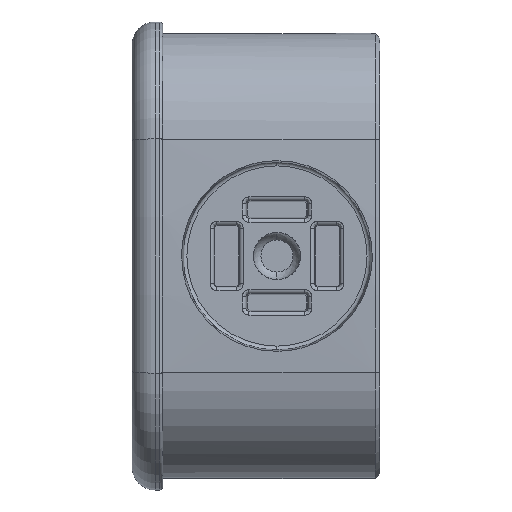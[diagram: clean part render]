
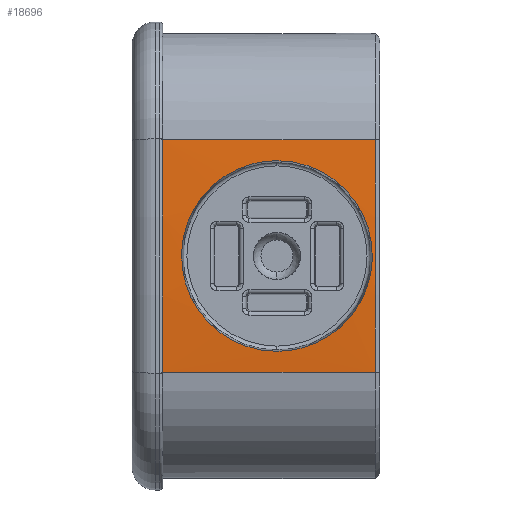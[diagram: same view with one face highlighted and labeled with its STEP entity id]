
A CAD part, left-side view. The second image highlights one B-rep face of the part: STEP entity #18696.
In plain terms, the highlighted cylindrical face has radius 217 mm (diameter 434 mm), a partial arc.
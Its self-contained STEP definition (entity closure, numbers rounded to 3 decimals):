
#182=CARTESIAN_POINT('',(-73.5,105.,251.34));
#183=DIRECTION('',(0.,-1.,0.));
#184=DIRECTION('',(-0.998,0.,0.07));
#185=AXIS2_PLACEMENT_3D('',#182,#183,#184);
#4276=CARTESIAN_POINT('',(-73.5,77.1,251.34));
#4277=DIRECTION('',(0.,-1.,0.));
#4278=DIRECTION('',(-0.998,0.,0.07));
#4279=AXIS2_PLACEMENT_3D('',#4276,#4277,#4278);
#4422=DIRECTION('',(0.,-1.,0.));
#4423=VECTOR('',#4422,27.9);
#4424=CARTESIAN_POINT('',(-289.963,105.,236.086));
#4425=LINE('',#4424,#4423);
#5045=CARTESIAN_POINT('',(-290.139,90.,238.839));
#5046=CARTESIAN_POINT('',(-290.139,90.695,238.839));
#5047=CARTESIAN_POINT('',(-290.146,92.065,238.952));
#5048=CARTESIAN_POINT('',(-290.175,94.085,239.463));
#5049=CARTESIAN_POINT('',(-290.219,95.982,240.294));
#5050=CARTESIAN_POINT('',(-290.275,97.727,241.434));
#5051=CARTESIAN_POINT('',(-290.335,99.249,242.834));
#5052=CARTESIAN_POINT('',(-290.394,100.53,244.48));
#5053=CARTESIAN_POINT('',(-290.444,101.512,246.294));
#5054=CARTESIAN_POINT('',(-290.481,102.189,248.266));
#5055=CARTESIAN_POINT('',(-290.501,102.528,250.298));
#5056=CARTESIAN_POINT('',(-290.501,102.528,252.382));
#5057=CARTESIAN_POINT('',(-290.481,102.189,254.414));
#5058=CARTESIAN_POINT('',(-290.444,101.512,256.386));
#5059=CARTESIAN_POINT('',(-290.394,100.53,258.2));
#5060=CARTESIAN_POINT('',(-290.335,99.249,259.846));
#5061=CARTESIAN_POINT('',(-290.275,97.727,261.246));
#5062=CARTESIAN_POINT('',(-290.219,95.982,262.386));
#5063=CARTESIAN_POINT('',(-290.175,94.085,263.217));
#5064=CARTESIAN_POINT('',(-290.146,92.065,263.728));
#5065=CARTESIAN_POINT('',(-290.139,90.695,263.841));
#5066=CARTESIAN_POINT('',(-290.139,90.,263.841));
#5068=CARTESIAN_POINT('',(-290.139,90.,263.841));
#5069=CARTESIAN_POINT('',(-290.139,89.305,263.841));
#5070=CARTESIAN_POINT('',(-290.146,87.935,263.728));
#5071=CARTESIAN_POINT('',(-290.175,85.915,263.217));
#5072=CARTESIAN_POINT('',(-290.219,84.018,262.386));
#5073=CARTESIAN_POINT('',(-290.275,82.273,261.246));
#5074=CARTESIAN_POINT('',(-290.335,80.751,259.846));
#5075=CARTESIAN_POINT('',(-290.394,79.47,258.2));
#5076=CARTESIAN_POINT('',(-290.444,78.488,256.386));
#5077=CARTESIAN_POINT('',(-290.481,77.811,254.414));
#5078=CARTESIAN_POINT('',(-290.501,77.472,252.382));
#5079=CARTESIAN_POINT('',(-290.501,77.472,250.298));
#5080=CARTESIAN_POINT('',(-290.481,77.811,248.266));
#5081=CARTESIAN_POINT('',(-290.444,78.488,246.294));
#5082=CARTESIAN_POINT('',(-290.394,79.47,244.48));
#5083=CARTESIAN_POINT('',(-290.335,80.751,242.834));
#5084=CARTESIAN_POINT('',(-290.275,82.273,241.434));
#5085=CARTESIAN_POINT('',(-290.219,84.018,240.294));
#5086=CARTESIAN_POINT('',(-290.175,85.915,239.463));
#5087=CARTESIAN_POINT('',(-290.146,87.935,238.952));
#5088=CARTESIAN_POINT('',(-290.139,89.305,238.839));
#5089=CARTESIAN_POINT('',(-290.139,90.,238.839));
#5091=DIRECTION('',(0.,-1.,0.));
#5092=VECTOR('',#5091,27.9);
#5093=CARTESIAN_POINT('',(-289.963,105.,266.594));
#5094=LINE('',#5093,#5092);
#8810=CARTESIAN_POINT('',(-289.963,105.,266.594));
#8811=CARTESIAN_POINT('',(-289.963,105.,236.086));
#8812=VERTEX_POINT('',#8810);
#8813=VERTEX_POINT('',#8811);
#8834=VERTEX_POINT('',#5045);
#8835=VERTEX_POINT('',#5066);
#8943=CARTESIAN_POINT('',(-289.963,77.1,236.086));
#8944=VERTEX_POINT('',#8943);
#8947=CARTESIAN_POINT('',(-289.963,77.1,266.594));
#8948=VERTEX_POINT('',#8947);
#18679=CARTESIAN_POINT('',(-73.5,105.,251.34));
#18680=DIRECTION('',(0.,-1.,0.));
#18681=DIRECTION('',(0.,0.,1.));
#18682=AXIS2_PLACEMENT_3D('',#18679,#18680,#18681);
#18683=CYLINDRICAL_SURFACE('',#18682,217.);
#18684=ORIENTED_EDGE('',*,*,#15228,.T.);
#18685=ORIENTED_EDGE('',*,*,#16849,.T.);
#18686=ORIENTED_EDGE('',*,*,#16919,.F.);
#18687=ORIENTED_EDGE('',*,*,#9897,.F.);
#18688=EDGE_LOOP('',(#18684,#18685,#18686,#18687));
#18689=FACE_OUTER_BOUND('',#18688,.F.);
#18691=ORIENTED_EDGE('',*,*,#18690,.F.);
#18693=ORIENTED_EDGE('',*,*,#18692,.F.);
#18694=EDGE_LOOP('',(#18691,#18693));
#18695=FACE_BOUND('',#18694,.F.);
#18696=ADVANCED_FACE('',(#18689,#18695),#18683,.T.);
#186=CIRCLE('',#185,217.);
#4280=CIRCLE('',#4279,217.);
#5067=B_SPLINE_CURVE_WITH_KNOTS('',3,(#5045,#5046,#5047,#5048,#5049,#5050,#5051,
#5052,#5053,#5054,#5055,#5056,#5057,#5058,#5059,#5060,#5061,#5062,#5063,#5064,
#5065,#5066),.UNSPECIFIED.,.F.,.F.,(4,1,1,1,1,1,1,1,1,1,1,1,1,1,1,1,1,1,1,4),(
0.,0.053,0.105,0.158,0.211,
0.263,0.316,0.368,0.421,
0.474,0.526,0.579,0.632,
0.684,0.737,0.789,0.842,
0.895,0.947,1.),.UNSPECIFIED.);
#5090=B_SPLINE_CURVE_WITH_KNOTS('',3,(#5068,#5069,#5070,#5071,#5072,#5073,#5074,
#5075,#5076,#5077,#5078,#5079,#5080,#5081,#5082,#5083,#5084,#5085,#5086,#5087,
#5088,#5089),.UNSPECIFIED.,.F.,.F.,(4,1,1,1,1,1,1,1,1,1,1,1,1,1,1,1,1,1,1,4),(
0.,0.053,0.105,0.158,0.211,
0.263,0.316,0.368,0.421,
0.474,0.526,0.579,0.632,
0.684,0.737,0.789,0.842,
0.895,0.947,1.),.UNSPECIFIED.);
#9897=EDGE_CURVE('',#8812,#8813,#186,.T.);
#15228=EDGE_CURVE('',#8812,#8948,#5094,.T.);
#16849=EDGE_CURVE('',#8948,#8944,#4280,.T.);
#16919=EDGE_CURVE('',#8813,#8944,#4425,.T.);
#18690=EDGE_CURVE('',#8834,#8835,#5067,.T.);
#18692=EDGE_CURVE('',#8835,#8834,#5090,.T.);
